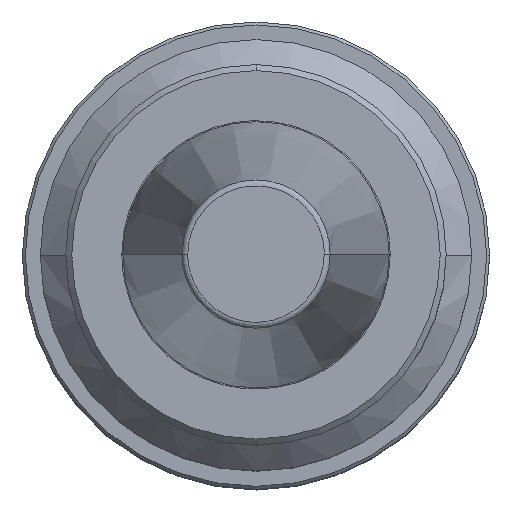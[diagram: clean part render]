
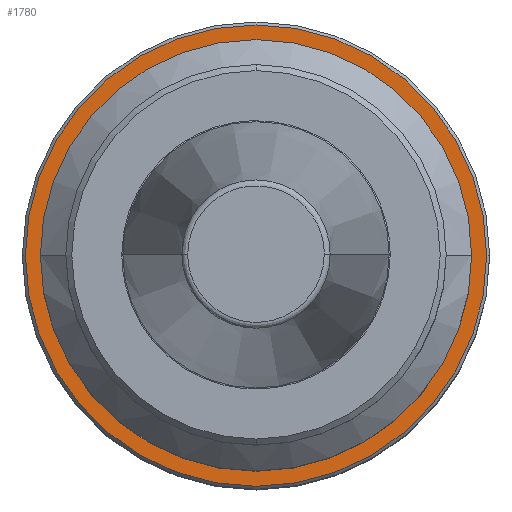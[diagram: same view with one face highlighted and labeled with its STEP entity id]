
A CAD part, top view. The second image highlights one B-rep face of the part: STEP entity #1780.
In plain terms, the highlighted planar face has unit normal (0, 0, 1).
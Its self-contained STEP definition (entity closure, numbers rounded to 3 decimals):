
#130 = AXIS2_PLACEMENT_3D ( 'NONE', #229, #220, #214 ) ;
#214 = DIRECTION ( 'NONE',  ( 1., 0., 0. ) ) ;
#220 = DIRECTION ( 'NONE',  ( 0., 0., -1. ) ) ;
#229 = CARTESIAN_POINT ( 'NONE',  ( 0., 0., -79. ) ) ;
#317 = VERTEX_POINT ( 'NONE', #2097 ) ;
#321 = VERTEX_POINT ( 'NONE', #1572 ) ;
#371 = FACE_BOUND ( 'NONE', #962, .T. ) ;
#430 = AXIS2_PLACEMENT_3D ( 'NONE', #1348, #2112, #1778 ) ;
#538 = CARTESIAN_POINT ( 'NONE',  ( -36., 0., -79. ) ) ;
#607 = DIRECTION ( 'NONE',  ( 1., 0., 0. ) ) ;
#608 = DIRECTION ( 'NONE',  ( 0., 0., 1. ) ) ;
#621 = PLANE ( 'NONE',  #1332 ) ;
#638 = CARTESIAN_POINT ( 'NONE',  ( -38.962, -38.962, -79. ) ) ;
#657 = CIRCLE ( 'NONE', #430, 38.5 ) ;
#765 = AXIS2_PLACEMENT_3D ( 'NONE', #1357, #1350, #1347 ) ;
#829 = CARTESIAN_POINT ( 'NONE',  ( 0., 0., -79. ) ) ;
#863 = EDGE_CURVE ( 'NONE', #321, #1097, #2138, .T. ) ;
#895 = ORIENTED_EDGE ( 'NONE', *, *, #1625, .T. ) ;
#962 = EDGE_LOOP ( 'NONE', ( #895, #1909 ) ) ;
#1008 = EDGE_CURVE ( 'NONE', #1097, #321, #657, .T. ) ;
#1097 = VERTEX_POINT ( 'NONE', #1248 ) ;
#1145 = DIRECTION ( 'NONE',  ( -1., 0., 0. ) ) ;
#1170 = FACE_OUTER_BOUND ( 'NONE', #1633, .T. ) ;
#1177 = DIRECTION ( 'NONE',  ( 0., 0., -1. ) ) ;
#1190 = ORIENTED_EDGE ( 'NONE', *, *, #1008, .F. ) ;
#1235 = VERTEX_POINT ( 'NONE', #538 ) ;
#1248 = CARTESIAN_POINT ( 'NONE',  ( 38.5, 0., -79. ) ) ;
#1332 = AXIS2_PLACEMENT_3D ( 'NONE', #638, #608, #607 ) ;
#1347 = DIRECTION ( 'NONE',  ( 1., 0., 0. ) ) ;
#1348 = CARTESIAN_POINT ( 'NONE',  ( 0., 0., -79. ) ) ;
#1350 = DIRECTION ( 'NONE',  ( 0., 0., -1. ) ) ;
#1357 = CARTESIAN_POINT ( 'NONE',  ( 0., 0., -79. ) ) ;
#1572 = CARTESIAN_POINT ( 'NONE',  ( -38.5, 0., -79. ) ) ;
#1625 = EDGE_CURVE ( 'NONE', #317, #1235, #2059, .T. ) ;
#1633 = EDGE_LOOP ( 'NONE', ( #1787, #1190 ) ) ;
#1778 = DIRECTION ( 'NONE',  ( -1., 0., 0. ) ) ;
#1780 = ADVANCED_FACE ( 'NONE', ( #1170, #371 ), #621, .T. ) ;
#1787 = ORIENTED_EDGE ( 'NONE', *, *, #863, .F. ) ;
#1909 = ORIENTED_EDGE ( 'NONE', *, *, #1992, .T. ) ;
#1992 = EDGE_CURVE ( 'NONE', #1235, #317, #2038, .T. ) ;
#2038 = CIRCLE ( 'NONE', #130, 36. ) ;
#2059 = CIRCLE ( 'NONE', #765, 36. ) ;
#2062 = AXIS2_PLACEMENT_3D ( 'NONE', #829, #1177, #1145 ) ;
#2097 = CARTESIAN_POINT ( 'NONE',  ( 36., 0., -79. ) ) ;
#2112 = DIRECTION ( 'NONE',  ( 0., 0., -1. ) ) ;
#2138 = CIRCLE ( 'NONE', #2062, 38.5 ) ;
